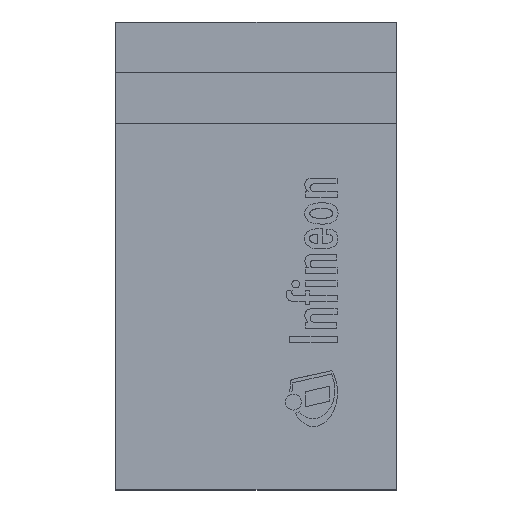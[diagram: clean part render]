
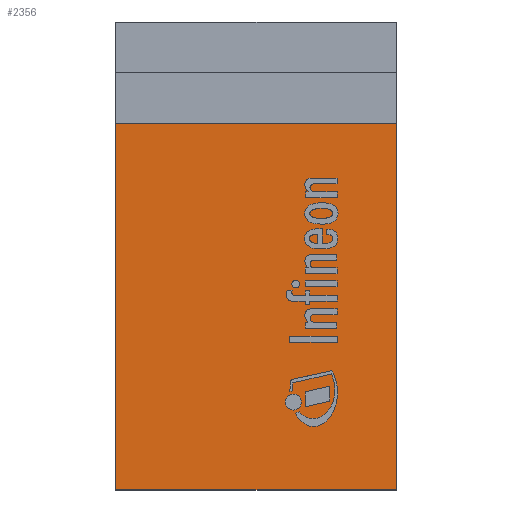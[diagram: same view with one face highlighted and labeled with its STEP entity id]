
A CAD part, top view. The second image highlights one B-rep face of the part: STEP entity #2356.
In plain terms, the highlighted planar face has unit normal (0, 0, 1).
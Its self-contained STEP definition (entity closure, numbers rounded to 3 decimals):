
#159=FACE_OUTER_BOUND('',#303,.T.);
#303=EDGE_LOOP('',(#1656,#1657,#1658,#1659));
#462=LINE('',#3330,#742);
#472=LINE('',#3350,#752);
#473=LINE('',#3352,#753);
#474=LINE('',#3353,#754);
#742=VECTOR('',#2752,1.);
#752=VECTOR('',#2768,1.);
#753=VECTOR('',#2769,1.);
#754=VECTOR('',#2770,1.);
#1022=VERTEX_POINT('',#3328);
#1023=VERTEX_POINT('',#3329);
#1030=VERTEX_POINT('',#3349);
#1031=VERTEX_POINT('',#3351);
#1262=EDGE_CURVE('',#1022,#1023,#462,.T.);
#1272=EDGE_CURVE('',#1023,#1030,#472,.T.);
#1273=EDGE_CURVE('',#1030,#1031,#473,.T.);
#1274=EDGE_CURVE('',#1031,#1022,#474,.T.);
#1656=ORIENTED_EDGE('',*,*,#1262,.T.);
#1657=ORIENTED_EDGE('',*,*,#1272,.T.);
#1658=ORIENTED_EDGE('',*,*,#1273,.T.);
#1659=ORIENTED_EDGE('',*,*,#1274,.T.);
#2231=PLANE('',#2533);
#2356=ADVANCED_FACE('',(#159),#2231,.T.);
#2533=AXIS2_PLACEMENT_3D('',#3348,#2766,#2767);
#2752=DIRECTION('',(-1.,0.,0.));
#2766=DIRECTION('center_axis',(0.,0.,1.));
#2767=DIRECTION('ref_axis',(1.,0.,0.));
#2768=DIRECTION('',(0.,-1.,0.));
#2769=DIRECTION('',(1.,0.,0.));
#2770=DIRECTION('',(0.,1.,0.));
#3328=CARTESIAN_POINT('',(0.3,0.282,0.32));
#3329=CARTESIAN_POINT('',(-0.3,0.282,0.32));
#3330=CARTESIAN_POINT('',(0.15,0.282,0.32));
#3348=CARTESIAN_POINT('Origin',(0.,0.,
0.32));
#3349=CARTESIAN_POINT('',(-0.3,-0.5,0.32));
#3350=CARTESIAN_POINT('',(-0.3,0.5,0.32));
#3351=CARTESIAN_POINT('',(0.3,-0.5,0.32));
#3352=CARTESIAN_POINT('',(-0.3,-0.5,0.32));
#3353=CARTESIAN_POINT('',(0.3,-0.5,0.32));
